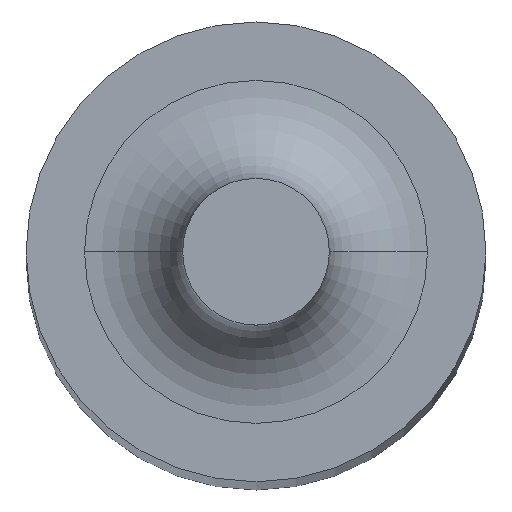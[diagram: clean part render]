
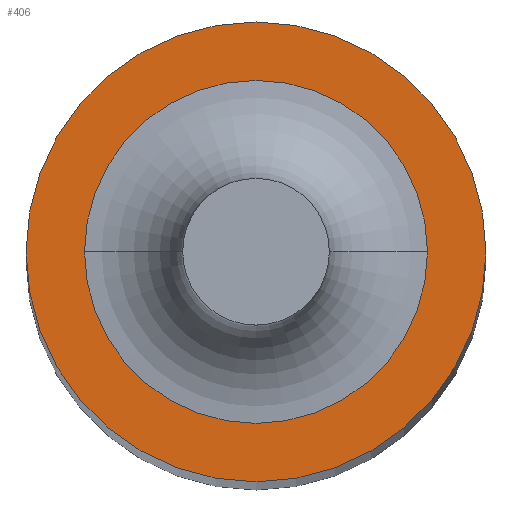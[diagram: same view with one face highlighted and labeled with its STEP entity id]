
A CAD part, top view. The second image highlights one B-rep face of the part: STEP entity #406.
In plain terms, the highlighted planar face has unit normal (0, 0, 1).
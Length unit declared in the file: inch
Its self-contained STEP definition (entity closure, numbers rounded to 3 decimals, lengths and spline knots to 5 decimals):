
#1 = CIRCLE ( 'NONE', #81, 0.09375 ) ;
#2 = EDGE_LOOP ( 'NONE', ( #95, #89 ) ) ;
#46 = CARTESIAN_POINT ( 'NONE',  ( -0.06991, 0., 1.955 ) ) ;
#56 = AXIS2_PLACEMENT_3D ( 'NONE', #262, #194, #330 ) ;
#64 = EDGE_LOOP ( 'NONE', ( #257, #315 ) ) ;
#69 = EDGE_CURVE ( 'NONE', #382, #318, #166, .T. ) ;
#81 = AXIS2_PLACEMENT_3D ( 'NONE', #164, #269, #300 ) ;
#85 = CARTESIAN_POINT ( 'NONE',  ( -0.06991, 0., 1.955 ) ) ;
#89 = ORIENTED_EDGE ( 'NONE', *, *, #69, .T. ) ;
#95 = ORIENTED_EDGE ( 'NONE', *, *, #181, .T. ) ;
#115 = CARTESIAN_POINT ( 'NONE',  ( 0.09375, 0., 1.955 ) ) ;
#122 = DIRECTION ( 'NONE',  ( 0., 0., -1. ) ) ;
#139 = CARTESIAN_POINT ( 'NONE',  ( 0.06991, 0., 1.955 ) ) ;
#152 = VERTEX_POINT ( 'NONE', #342 ) ;
#164 = CARTESIAN_POINT ( 'NONE',  ( 0., 0., 1.955 ) ) ;
#166 = CIRCLE ( 'NONE', #56, 0.06991 ) ;
#180 = AXIS2_PLACEMENT_3D ( 'NONE', #85, #412, #271 ) ;
#181 = EDGE_CURVE ( 'NONE', #318, #382, #389, .T. ) ;
#189 = DIRECTION ( 'NONE',  ( -1., 0., 0. ) ) ;
#194 = DIRECTION ( 'NONE',  ( 0., 0., -1. ) ) ;
#196 = CIRCLE ( 'NONE', #332, 0.09375 ) ;
#199 = DIRECTION ( 'NONE',  ( 0., 0., 1. ) ) ;
#227 = CARTESIAN_POINT ( 'NONE',  ( 0., 0., 1.955 ) ) ;
#245 = EDGE_CURVE ( 'NONE', #348, #152, #196, .T. ) ;
#257 = ORIENTED_EDGE ( 'NONE', *, *, #340, .T. ) ;
#262 = CARTESIAN_POINT ( 'NONE',  ( 0., 0., 1.955 ) ) ;
#269 = DIRECTION ( 'NONE',  ( 0., 0., 1. ) ) ;
#271 = DIRECTION ( 'NONE',  ( -1., 0., 0. ) ) ;
#278 = PLANE ( 'NONE',  #180 ) ;
#300 = DIRECTION ( 'NONE',  ( 1., 0., 0. ) ) ;
#301 = CARTESIAN_POINT ( 'NONE',  ( 0., 0., 1.955 ) ) ;
#309 = FACE_BOUND ( 'NONE', #2, .T. ) ;
#315 = ORIENTED_EDGE ( 'NONE', *, *, #245, .T. ) ;
#318 = VERTEX_POINT ( 'NONE', #46 ) ;
#330 = DIRECTION ( 'NONE',  ( -1., 0., 0. ) ) ;
#332 = AXIS2_PLACEMENT_3D ( 'NONE', #301, #199, #363 ) ;
#340 = EDGE_CURVE ( 'NONE', #152, #348, #1, .T. ) ;
#342 = CARTESIAN_POINT ( 'NONE',  ( -0.09375, 0., 1.955 ) ) ;
#348 = VERTEX_POINT ( 'NONE', #115 ) ;
#355 = AXIS2_PLACEMENT_3D ( 'NONE', #227, #122, #189 ) ;
#363 = DIRECTION ( 'NONE',  ( 1., 0., 0. ) ) ;
#371 = FACE_OUTER_BOUND ( 'NONE', #64, .T. ) ;
#382 = VERTEX_POINT ( 'NONE', #139 ) ;
#389 = CIRCLE ( 'NONE', #355, 0.06991 ) ;
#406 = ADVANCED_FACE ( 'NONE', ( #309, #371 ), #278, .T. ) ;
#412 = DIRECTION ( 'NONE',  ( 0., 0., 1. ) ) ;
